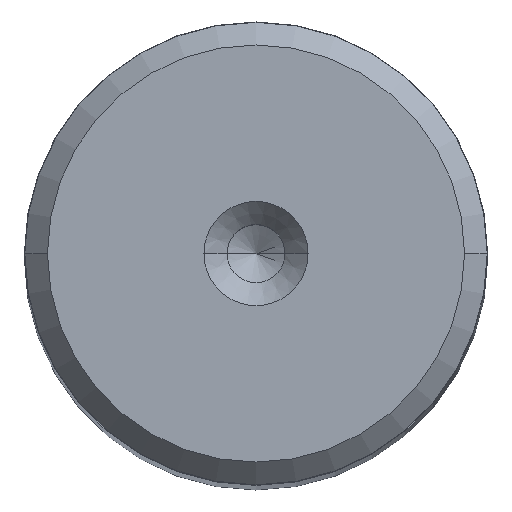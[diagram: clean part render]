
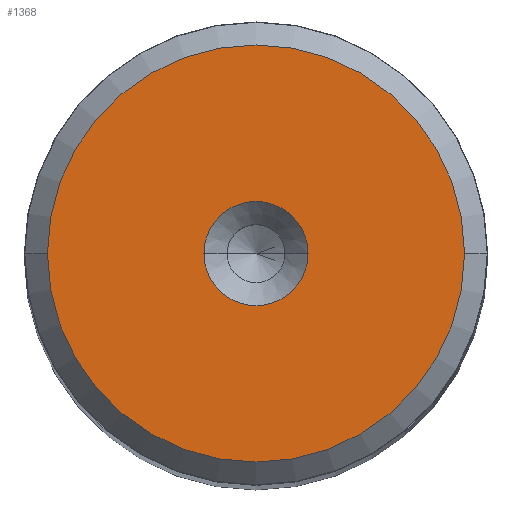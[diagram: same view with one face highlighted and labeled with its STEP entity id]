
A CAD part, top view. The second image highlights one B-rep face of the part: STEP entity #1368.
In plain terms, the highlighted planar face has unit normal (0, 0, 1).
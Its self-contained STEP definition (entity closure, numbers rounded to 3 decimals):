
#45 = EDGE_LOOP ( 'NONE', ( #1721, #954 ) ) ;
#89 = AXIS2_PLACEMENT_3D ( 'NONE', #776, #1476, #2135 ) ;
#130 = VERTEX_POINT ( 'NONE', #1104 ) ;
#143 = VERTEX_POINT ( 'NONE', #1629 ) ;
#293 = CARTESIAN_POINT ( 'NONE',  ( -9.009, 0., 120. ) ) ;
#300 = DIRECTION ( 'NONE',  ( 0., 0., 1. ) ) ;
#306 = AXIS2_PLACEMENT_3D ( 'NONE', #858, #2034, #2046 ) ;
#426 = PLANE ( 'NONE',  #1711 ) ;
#449 = DIRECTION ( 'NONE',  ( 1., 0., 0. ) ) ;
#498 = AXIS2_PLACEMENT_3D ( 'NONE', #1461, #627, #1633 ) ;
#627 = DIRECTION ( 'NONE',  ( 0., 0., 1. ) ) ;
#680 = AXIS2_PLACEMENT_3D ( 'NONE', #1808, #300, #449 ) ;
#685 = CARTESIAN_POINT ( 'NONE',  ( -2.25, 0., 120. ) ) ;
#743 = FACE_BOUND ( 'NONE', #1370, .T. ) ;
#776 = CARTESIAN_POINT ( 'NONE',  ( 0., 0., 120. ) ) ;
#858 = CARTESIAN_POINT ( 'NONE',  ( 0., 0., 120. ) ) ;
#954 = ORIENTED_EDGE ( 'NONE', *, *, #1758, .T. ) ;
#1104 = CARTESIAN_POINT ( 'NONE',  ( 9.009, 0., 120. ) ) ;
#1117 = DIRECTION ( 'NONE',  ( 0., 0., 1. ) ) ;
#1142 = CIRCLE ( 'NONE', #498, 9.009 ) ;
#1272 = CIRCLE ( 'NONE', #89, 2.25 ) ;
#1290 = CARTESIAN_POINT ( 'NONE',  ( 0., 0., 120. ) ) ;
#1326 = CIRCLE ( 'NONE', #306, 9.009 ) ;
#1368 = ADVANCED_FACE ( 'NONE', ( #743, #1642 ), #426, .T. ) ;
#1370 = EDGE_LOOP ( 'NONE', ( #1484, #1797 ) ) ;
#1461 = CARTESIAN_POINT ( 'NONE',  ( 0., 0., 120. ) ) ;
#1476 = DIRECTION ( 'NONE',  ( 0., 0., 1. ) ) ;
#1484 = ORIENTED_EDGE ( 'NONE', *, *, #1597, .F. ) ;
#1597 = EDGE_CURVE ( 'NONE', #143, #1770, #1272, .T. ) ;
#1629 = CARTESIAN_POINT ( 'NONE',  ( 2.25, 0., 120. ) ) ;
#1633 = DIRECTION ( 'NONE',  ( 1., 0., 0. ) ) ;
#1642 = FACE_OUTER_BOUND ( 'NONE', #45, .T. ) ;
#1711 = AXIS2_PLACEMENT_3D ( 'NONE', #1290, #1117, #1772 ) ;
#1716 = EDGE_CURVE ( 'NONE', #2138, #130, #1142, .T. ) ;
#1721 = ORIENTED_EDGE ( 'NONE', *, *, #1716, .T. ) ;
#1724 = EDGE_CURVE ( 'NONE', #1770, #143, #1977, .T. ) ;
#1758 = EDGE_CURVE ( 'NONE', #130, #2138, #1326, .T. ) ;
#1770 = VERTEX_POINT ( 'NONE', #685 ) ;
#1772 = DIRECTION ( 'NONE',  ( 1., 0., 0. ) ) ;
#1797 = ORIENTED_EDGE ( 'NONE', *, *, #1724, .F. ) ;
#1808 = CARTESIAN_POINT ( 'NONE',  ( 0., 0., 120. ) ) ;
#1977 = CIRCLE ( 'NONE', #680, 2.25 ) ;
#2034 = DIRECTION ( 'NONE',  ( 0., 0., 1. ) ) ;
#2046 = DIRECTION ( 'NONE',  ( 1., 0., 0. ) ) ;
#2135 = DIRECTION ( 'NONE',  ( 1., 0., 0. ) ) ;
#2138 = VERTEX_POINT ( 'NONE', #293 ) ;
